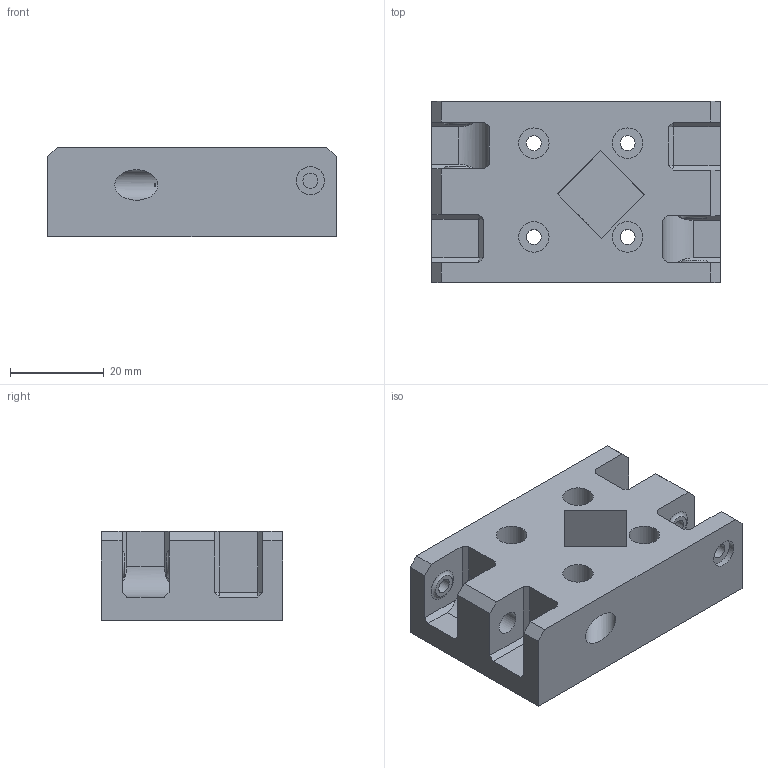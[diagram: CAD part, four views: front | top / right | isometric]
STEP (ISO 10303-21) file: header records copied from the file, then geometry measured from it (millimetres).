
FILE_DESCRIPTION(/* description */ (''),/* implementation_level */ '2;1');
FILE_NAME(/* name */ '1-Xaxis_Mount_Right v2.step',/* time_stamp */ '2019-04-11T15:19:41+02:00',/* author */ ('3D-Gussner'),/* organization */ (''),/* preprocessor_version */ 'ST-DEVELOPER v18',/* originating_system */ 'Autodesk Translation Framework v8.2.0.1029',/* authorisation */ '');
FILE_SCHEMA (('AUTOMOTIVE_DESIGN { 1 0 10303 214 3 1 1 }'));
Length unit declared in the file: millimetre
Products named in the file (1): 1-Xaxis_Mount_Right
Bounding box: 61.5 x 38.6 x 19 mm (x, y, z)
Volume: 34735.7 mm3; surface area: 11727.3 mm2
Topology: 1 solids, 1 shells, 92 faces, 223 edges, 147 vertices
Faces by surface type: plane 68, cylinder 20, torus 4
Full cylindrical faces by diameter (mm): 3 x1, 3.2 x8, 5 x2, 6 x2, 6.5 x5
Entity records: 2804 total; most frequent: CARTESIAN_POINT 496, DIRECTION 474, ORIENTED_EDGE 446, EDGE_CURVE 223, AXIS2_PLACEMENT_3D 159, LINE 156, VECTOR 156, VERTEX_POINT 147
